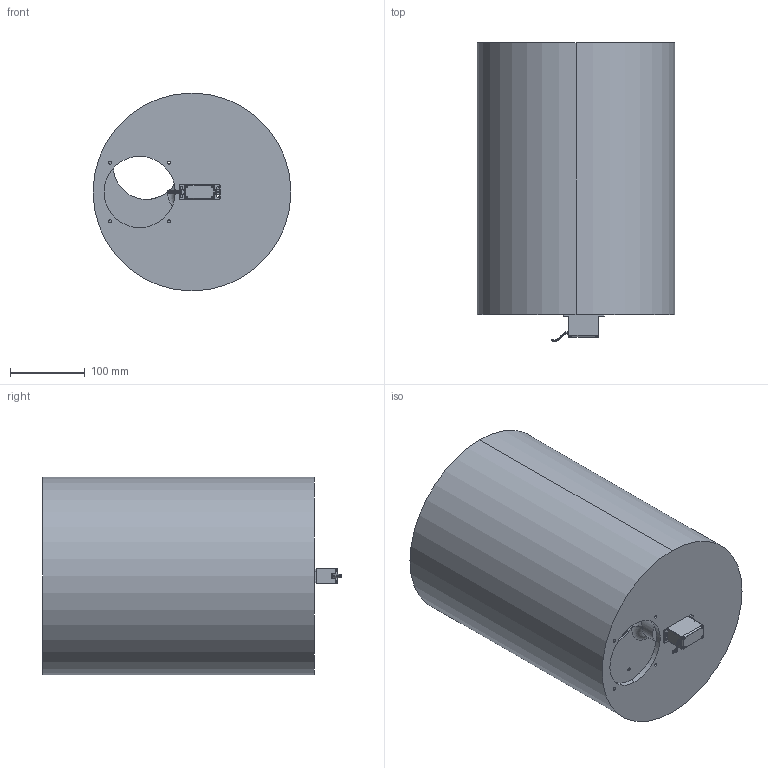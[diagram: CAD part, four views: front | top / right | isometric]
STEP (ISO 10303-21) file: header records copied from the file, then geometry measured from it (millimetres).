
FILE_DESCRIPTION (( 'STEP AP214' ), '1' );
FILE_NAME ('feed.STEP', '2025-04-18T08:12:06', ( '' ), ( '' ), 'SwSTEP 2.0', 'SolidWorks 2024', '' );
FILE_SCHEMA (( 'AUTOMOTIVE_DESIGN' ));
Length unit declared in the file: millimetre
Products named in the file (10): Shaft; MG995; feed; pan head tapping screw_am_PHT 2x4x3.6-type I-D-N; MG995 Assembly; ball disc; Wire Boot; Wires; ball_mover; bucket
Assembly tree (12 placements, depth 3):
  feed
    MG995 Assembly
      MG995
      Shaft
      Wire Boot
      Wires
      pan head tapping screw_am_PHT 2x4x3.6-type I-D-N  x4
    bucket
    ball disc
    ball_mover
Bounding box: 264 x 398.41 x 264 mm (x, y, z)
Volume: 2029875.4 mm3; surface area: 775001.2 mm2
Topology: 13 solids, 13 shells, 752 faces, 1823 edges, 1099 vertices
Faces by surface type: plane 310, cylinder 272, torus 62, bspline 42, cone 42, sphere 24
Entity records: 22116 total; most frequent: CARTESIAN_POINT 7154, DIRECTION 3126, ORIENTED_EDGE 3062, EDGE_CURVE 1531, AXIS2_PLACEMENT_3D 1195, VERTEX_POINT 928, LINE 736, VECTOR 736
